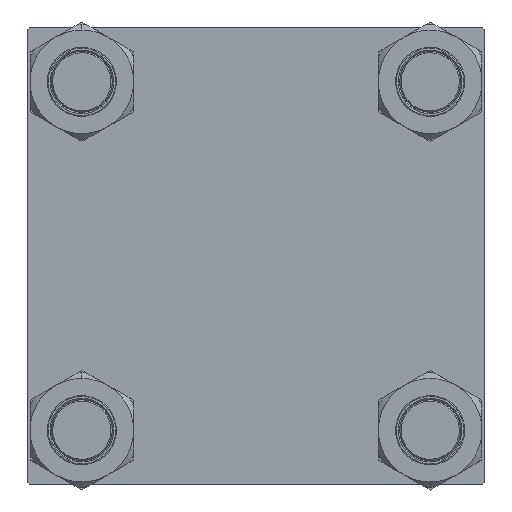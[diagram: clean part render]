
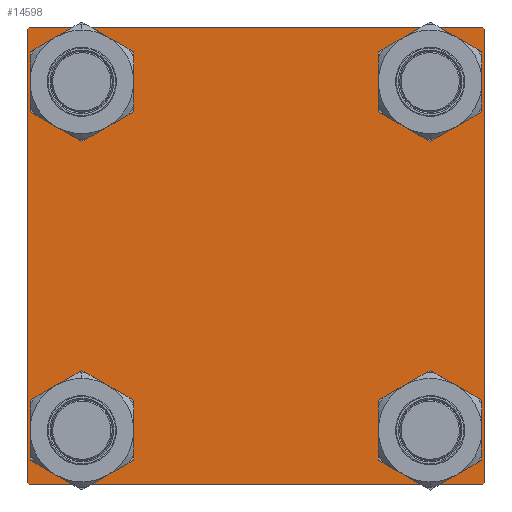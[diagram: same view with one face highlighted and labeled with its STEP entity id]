
A CAD part, left-side view. The second image highlights one B-rep face of the part: STEP entity #14598.
In plain terms, the highlighted planar face has unit normal (-1, 0, 0).
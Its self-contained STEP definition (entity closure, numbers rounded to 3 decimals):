
#439 = DIRECTION ( 'NONE',  ( 0., 0., 1. ) ) ;
#538 = LINE ( 'NONE', #39048, #37565 ) ;
#546 = LINE ( 'NONE', #23924, #26991 ) ;
#1134 = EDGE_LOOP ( 'NONE', ( #23521, #44262, #7008, #35478, #21854, #30743, #21146, #29766 ) ) ;
#2340 = EDGE_CURVE ( 'NONE', #12482, #45436, #10664, .T. ) ;
#2469 = VERTEX_POINT ( 'NONE', #42191 ) ;
#2660 = EDGE_LOOP ( 'NONE', ( #19818, #23832 ) ) ;
#3029 = CIRCLE ( 'NONE', #40743, 11.5 ) ;
#3854 = CIRCLE ( 'NONE', #41555, 11.5 ) ;
#3863 = EDGE_CURVE ( 'NONE', #36780, #5445, #26368, .T. ) ;
#4011 = DIRECTION ( 'NONE',  ( 1., 0., 0. ) ) ;
#4034 = VERTEX_POINT ( 'NONE', #13229 ) ;
#4183 = VERTEX_POINT ( 'NONE', #45516 ) ;
#4739 = AXIS2_PLACEMENT_3D ( 'NONE', #20052, #4879, #35675 ) ;
#4766 = CARTESIAN_POINT ( 'NONE',  ( 0., -62.95, 62.95 ) ) ;
#4879 = DIRECTION ( 'NONE',  ( 1., 0., 0. ) ) ;
#5043 = CARTESIAN_POINT ( 'NONE',  ( 0., -62.95, 74.45 ) ) ;
#5169 = DIRECTION ( 'NONE',  ( 1., 0., 0. ) ) ;
#5445 = VERTEX_POINT ( 'NONE', #35697 ) ;
#5950 = VECTOR ( 'NONE', #31305, 1000. ) ;
#6243 = ORIENTED_EDGE ( 'NONE', *, *, #36888, .T. ) ;
#6283 = CARTESIAN_POINT ( 'NONE',  ( 0., 62.95, 51.45 ) ) ;
#6308 = LINE ( 'NONE', #18139, #20398 ) ;
#6454 = CARTESIAN_POINT ( 'NONE',  ( 0., -82.5, 82. ) ) ;
#6805 = EDGE_CURVE ( 'NONE', #7149, #21088, #29938, .T. ) ;
#7008 = ORIENTED_EDGE ( 'NONE', *, *, #45338, .T. ) ;
#7034 = CARTESIAN_POINT ( 'NONE',  ( 0., -82., 82.5 ) ) ;
#7091 = DIRECTION ( 'NONE',  ( 0., -0.707, -0.707 ) ) ;
#7149 = VERTEX_POINT ( 'NONE', #6454 ) ;
#8008 = DIRECTION ( 'NONE',  ( 0., -1., 0. ) ) ;
#8415 = CARTESIAN_POINT ( 'NONE',  ( 0., 62.95, -62.95 ) ) ;
#9371 = ORIENTED_EDGE ( 'NONE', *, *, #42324, .T. ) ;
#9564 = VERTEX_POINT ( 'NONE', #42707 ) ;
#9724 = DIRECTION ( 'NONE',  ( 1., 0., 0. ) ) ;
#10117 = VERTEX_POINT ( 'NONE', #37974 ) ;
#10373 = VERTEX_POINT ( 'NONE', #22800 ) ;
#10664 = CIRCLE ( 'NONE', #33602, 11.5 ) ;
#10686 = CARTESIAN_POINT ( 'NONE',  ( 0., -82.25, 82.25 ) ) ;
#11030 = DIRECTION ( 'NONE',  ( 0., 0., 1. ) ) ;
#11274 = AXIS2_PLACEMENT_3D ( 'NONE', #12573, #9724, #41280 ) ;
#11546 = LINE ( 'NONE', #50784, #5950 ) ;
#11583 = ORIENTED_EDGE ( 'NONE', *, *, #27747, .T. ) ;
#11720 = DIRECTION ( 'NONE',  ( 0., 0., 1. ) ) ;
#12081 = CIRCLE ( 'NONE', #35838, 11.5 ) ;
#12323 = EDGE_CURVE ( 'NONE', #7149, #10373, #11546, .T. ) ;
#12482 = VERTEX_POINT ( 'NONE', #5043 ) ;
#12528 = DIRECTION ( 'NONE',  ( 1., 0., 0. ) ) ;
#12573 = CARTESIAN_POINT ( 'NONE',  ( 0., -62.95, 62.95 ) ) ;
#12806 = VERTEX_POINT ( 'NONE', #35276 ) ;
#12999 = FACE_BOUND ( 'NONE', #42644, .T. ) ;
#13012 = DIRECTION ( 'NONE',  ( 1., 0., 0. ) ) ;
#13084 = EDGE_CURVE ( 'NONE', #14613, #15179, #46145, .T. ) ;
#13229 = CARTESIAN_POINT ( 'NONE',  ( 0., -82., -82.5 ) ) ;
#13325 = CARTESIAN_POINT ( 'NONE',  ( 0., 62.95, 74.45 ) ) ;
#13613 = CARTESIAN_POINT ( 'NONE',  ( 0., -62.95, 51.45 ) ) ;
#14598 = ADVANCED_FACE ( 'NONE', ( #32506, #12999, #36347, #32753, #21211 ), #36594, .T. ) ;
#14613 = VERTEX_POINT ( 'NONE', #6283 ) ;
#15179 = VERTEX_POINT ( 'NONE', #13325 ) ;
#15307 = DIRECTION ( 'NONE',  ( 0., 0., 1. ) ) ;
#16191 = CIRCLE ( 'NONE', #33380, 11.5 ) ;
#16210 = CIRCLE ( 'NONE', #11274, 11.5 ) ;
#16216 = CARTESIAN_POINT ( 'NONE',  ( 0., 82.5, -82. ) ) ;
#17064 = CIRCLE ( 'NONE', #4739, 11.5 ) ;
#17292 = CARTESIAN_POINT ( 'NONE',  ( 0., 62.95, 62.95 ) ) ;
#17388 = DIRECTION ( 'NONE',  ( 0., 0.707, 0.707 ) ) ;
#18139 = CARTESIAN_POINT ( 'NONE',  ( 0., 82.25, 82.25 ) ) ;
#18413 = CARTESIAN_POINT ( 'NONE',  ( 0., 82.25, -82.25 ) ) ;
#19818 = ORIENTED_EDGE ( 'NONE', *, *, #23347, .T. ) ;
#19877 = EDGE_CURVE ( 'NONE', #4034, #10373, #47341, .T. ) ;
#20052 = CARTESIAN_POINT ( 'NONE',  ( 0., -62.95, -62.95 ) ) ;
#20398 = VECTOR ( 'NONE', #34284, 1000. ) ;
#21038 = VECTOR ( 'NONE', #42875, 1000. ) ;
#21088 = VERTEX_POINT ( 'NONE', #7034 ) ;
#21146 = ORIENTED_EDGE ( 'NONE', *, *, #25546, .F. ) ;
#21211 = FACE_OUTER_BOUND ( 'NONE', #1134, .T. ) ;
#21854 = ORIENTED_EDGE ( 'NONE', *, *, #12323, .F. ) ;
#22800 = CARTESIAN_POINT ( 'NONE',  ( 0., -82.5, -82. ) ) ;
#23347 = EDGE_CURVE ( 'NONE', #15179, #14613, #3029, .T. ) ;
#23453 = VECTOR ( 'NONE', #42980, 1000. ) ;
#23521 = ORIENTED_EDGE ( 'NONE', *, *, #29940, .T. ) ;
#23832 = ORIENTED_EDGE ( 'NONE', *, *, #13084, .T. ) ;
#23924 = CARTESIAN_POINT ( 'NONE',  ( 0., 82.5, -82.5 ) ) ;
#25310 = CARTESIAN_POINT ( 'NONE',  ( 0., 0., 0. ) ) ;
#25546 = EDGE_CURVE ( 'NONE', #10117, #21088, #34415, .T. ) ;
#25851 = ORIENTED_EDGE ( 'NONE', *, *, #40777, .T. ) ;
#26368 = LINE ( 'NONE', #18413, #47589 ) ;
#26991 = VECTOR ( 'NONE', #8008, 1000. ) ;
#27747 = EDGE_CURVE ( 'NONE', #45436, #12482, #16210, .T. ) ;
#28595 = EDGE_LOOP ( 'NONE', ( #6243, #25851 ) ) ;
#28668 = DIRECTION ( 'NONE',  ( 0., 0., 1. ) ) ;
#29766 = ORIENTED_EDGE ( 'NONE', *, *, #45023, .T. ) ;
#29938 = LINE ( 'NONE', #10686, #40315 ) ;
#29940 = EDGE_CURVE ( 'NONE', #4183, #36780, #538, .T. ) ;
#30743 = ORIENTED_EDGE ( 'NONE', *, *, #6805, .T. ) ;
#31305 = DIRECTION ( 'NONE',  ( 0., 0., -1. ) ) ;
#31581 = CARTESIAN_POINT ( 'NONE',  ( 0., 82.5, 82.5 ) ) ;
#31884 = CARTESIAN_POINT ( 'NONE',  ( 0., 62.95, 62.95 ) ) ;
#32154 = CARTESIAN_POINT ( 'NONE',  ( 0., 62.95, -51.45 ) ) ;
#32506 = FACE_BOUND ( 'NONE', #37021, .T. ) ;
#32753 = FACE_BOUND ( 'NONE', #2660, .T. ) ;
#33050 = AXIS2_PLACEMENT_3D ( 'NONE', #31884, #5169, #39842 ) ;
#33380 = AXIS2_PLACEMENT_3D ( 'NONE', #48162, #13012, #28668 ) ;
#33602 = AXIS2_PLACEMENT_3D ( 'NONE', #4766, #4011, #11720 ) ;
#34134 = DIRECTION ( 'NONE',  ( 1., 0., 0. ) ) ;
#34284 = DIRECTION ( 'NONE',  ( 0., 0.707, -0.707 ) ) ;
#34415 = LINE ( 'NONE', #31581, #21038 ) ;
#34794 = CARTESIAN_POINT ( 'NONE',  ( 0., -62.95, -62.95 ) ) ;
#35276 = CARTESIAN_POINT ( 'NONE',  ( 0., 62.95, -74.45 ) ) ;
#35285 = CARTESIAN_POINT ( 'NONE',  ( 0., -82.25, -82.25 ) ) ;
#35447 = DIRECTION ( 'NONE',  ( 0., 0., -1. ) ) ;
#35478 = ORIENTED_EDGE ( 'NONE', *, *, #19877, .T. ) ;
#35675 = DIRECTION ( 'NONE',  ( 0., 0., 1. ) ) ;
#35697 = CARTESIAN_POINT ( 'NONE',  ( 0., 82., -82.5 ) ) ;
#35838 = AXIS2_PLACEMENT_3D ( 'NONE', #8415, #12528, #439 ) ;
#36249 = EDGE_CURVE ( 'NONE', #9564, #2469, #3854, .T. ) ;
#36347 = FACE_BOUND ( 'NONE', #28595, .T. ) ;
#36594 = PLANE ( 'NONE',  #38788 ) ;
#36780 = VERTEX_POINT ( 'NONE', #16216 ) ;
#36839 = DIRECTION ( 'NONE',  ( -1., 0., 0. ) ) ;
#36888 = EDGE_CURVE ( 'NONE', #38021, #12806, #12081, .T. ) ;
#37021 = EDGE_LOOP ( 'NONE', ( #37371, #11583 ) ) ;
#37371 = ORIENTED_EDGE ( 'NONE', *, *, #2340, .T. ) ;
#37565 = VECTOR ( 'NONE', #35447, 1000. ) ;
#37974 = CARTESIAN_POINT ( 'NONE',  ( 0., 82., 82.5 ) ) ;
#38021 = VERTEX_POINT ( 'NONE', #32154 ) ;
#38788 = AXIS2_PLACEMENT_3D ( 'NONE', #25310, #36839, #40211 ) ;
#39048 = CARTESIAN_POINT ( 'NONE',  ( 0., 82.5, 82.5 ) ) ;
#39842 = DIRECTION ( 'NONE',  ( 0., 0., 1. ) ) ;
#40211 = DIRECTION ( 'NONE',  ( 0., 0., 1. ) ) ;
#40315 = VECTOR ( 'NONE', #17388, 1000. ) ;
#40743 = AXIS2_PLACEMENT_3D ( 'NONE', #17292, #34134, #11030 ) ;
#40777 = EDGE_CURVE ( 'NONE', #12806, #38021, #16191, .T. ) ;
#41280 = DIRECTION ( 'NONE',  ( 0., 0., 1. ) ) ;
#41555 = AXIS2_PLACEMENT_3D ( 'NONE', #34794, #50437, #15307 ) ;
#42191 = CARTESIAN_POINT ( 'NONE',  ( 0., -62.95, -74.45 ) ) ;
#42324 = EDGE_CURVE ( 'NONE', #2469, #9564, #17064, .T. ) ;
#42644 = EDGE_LOOP ( 'NONE', ( #47571, #9371 ) ) ;
#42707 = CARTESIAN_POINT ( 'NONE',  ( 0., -62.95, -51.45 ) ) ;
#42875 = DIRECTION ( 'NONE',  ( 0., -1., 0. ) ) ;
#42980 = DIRECTION ( 'NONE',  ( 0., -0.707, 0.707 ) ) ;
#44262 = ORIENTED_EDGE ( 'NONE', *, *, #3863, .T. ) ;
#45023 = EDGE_CURVE ( 'NONE', #10117, #4183, #6308, .T. ) ;
#45338 = EDGE_CURVE ( 'NONE', #5445, #4034, #546, .T. ) ;
#45436 = VERTEX_POINT ( 'NONE', #13613 ) ;
#45516 = CARTESIAN_POINT ( 'NONE',  ( 0., 82.5, 82. ) ) ;
#46145 = CIRCLE ( 'NONE', #33050, 11.5 ) ;
#47341 = LINE ( 'NONE', #35285, #23453 ) ;
#47571 = ORIENTED_EDGE ( 'NONE', *, *, #36249, .T. ) ;
#47589 = VECTOR ( 'NONE', #7091, 1000. ) ;
#48162 = CARTESIAN_POINT ( 'NONE',  ( 0., 62.95, -62.95 ) ) ;
#50437 = DIRECTION ( 'NONE',  ( 1., 0., 0. ) ) ;
#50784 = CARTESIAN_POINT ( 'NONE',  ( 0., -82.5, 82.5 ) ) ;
